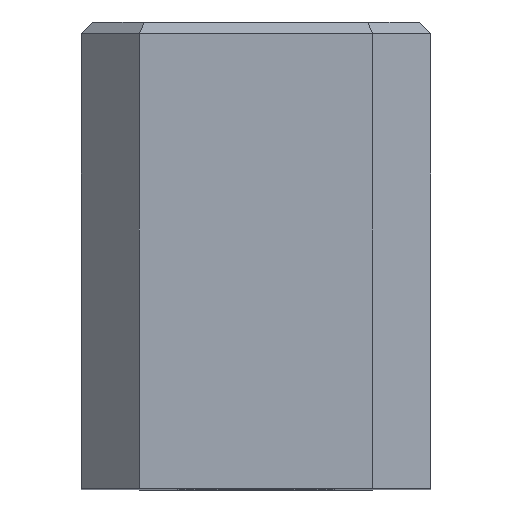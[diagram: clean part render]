
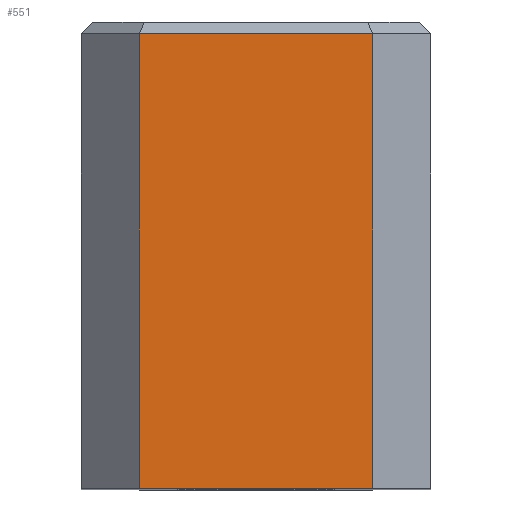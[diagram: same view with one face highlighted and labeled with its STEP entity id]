
A CAD part, top view. The second image highlights one B-rep face of the part: STEP entity #551.
In plain terms, the highlighted planar face has unit normal (0, 0, 1).
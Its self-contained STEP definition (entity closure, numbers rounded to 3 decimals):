
#139=FACE_OUTER_BOUND('',#175,.T.);
#175=EDGE_LOOP('',(#500,#501,#502,#503));
#183=LINE('',#823,#231);
#209=LINE('',#881,#257);
#214=LINE('',#890,#262);
#223=LINE('',#936,#271);
#231=VECTOR('',#650,10.);
#257=VECTOR('',#704,10.);
#262=VECTOR('',#713,10.);
#271=VECTOR('',#770,10.);
#276=VERTEX_POINT('',#816);
#278=VERTEX_POINT('',#822);
#296=VERTEX_POINT('',#880);
#298=VERTEX_POINT('',#888);
#319=EDGE_CURVE('',#276,#278,#183,.T.);
#348=EDGE_CURVE('',#278,#296,#209,.T.);
#353=EDGE_CURVE('',#298,#276,#214,.T.);
#375=EDGE_CURVE('',#298,#296,#223,.T.);
#500=ORIENTED_EDGE('',*,*,#319,.F.);
#501=ORIENTED_EDGE('',*,*,#353,.F.);
#502=ORIENTED_EDGE('',*,*,#375,.T.);
#503=ORIENTED_EDGE('',*,*,#348,.F.);
#523=PLANE('',#618);
#551=ADVANCED_FACE('',(#139),#523,.T.);
#618=AXIS2_PLACEMENT_3D('',#937,#771,#772);
#650=DIRECTION('',(1.,0.,0.));
#704=DIRECTION('',(0.,-1.,0.));
#713=DIRECTION('',(0.,1.,0.));
#770=DIRECTION('',(1.,0.,0.));
#771=DIRECTION('center_axis',(0.,0.,1.));
#772=DIRECTION('ref_axis',(1.,0.,0.));
#816=CARTESIAN_POINT('',(-10.,19.,37.5));
#822=CARTESIAN_POINT('',(10.,19.,37.5));
#823=CARTESIAN_POINT('',(7.5,19.,37.5));
#880=CARTESIAN_POINT('',(10.,-20.,37.5));
#881=CARTESIAN_POINT('',(10.,-10.,37.5));
#888=CARTESIAN_POINT('',(-10.,-20.,37.5));
#890=CARTESIAN_POINT('',(-10.,10.,37.5));
#936=CARTESIAN_POINT('',(-15.,-20.,37.5));
#937=CARTESIAN_POINT('Origin',(0.,0.,37.5));
